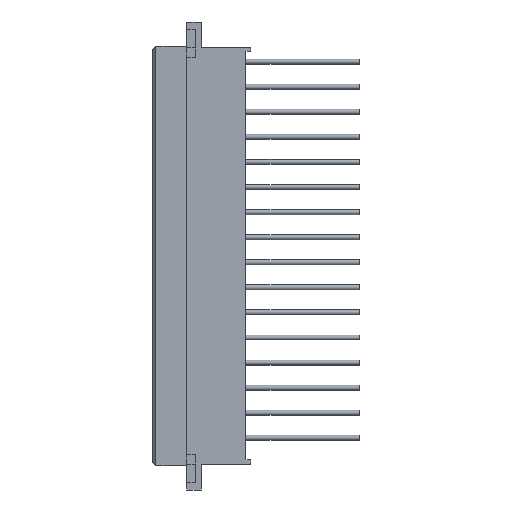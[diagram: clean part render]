
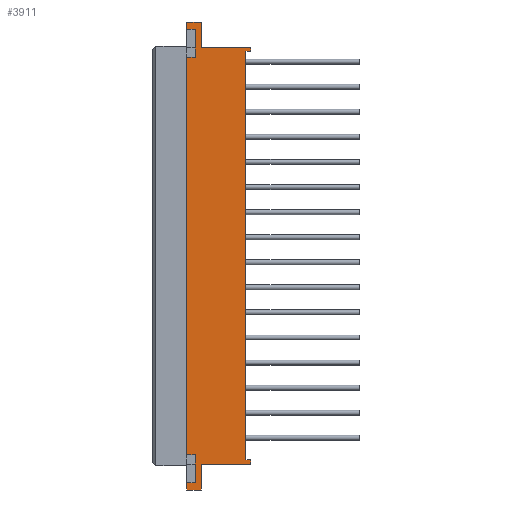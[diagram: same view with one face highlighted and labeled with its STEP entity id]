
A CAD part, left-side view. The second image highlights one B-rep face of the part: STEP entity #3911.
In plain terms, the highlighted planar face has unit normal (-1, 0, 0).
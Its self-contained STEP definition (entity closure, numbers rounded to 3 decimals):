
#1215=LINE('',#12108,#2129);
#1341=LINE('',#12353,#2255);
#1344=LINE('',#12359,#2258);
#1347=LINE('',#12365,#2261);
#1352=LINE('',#12373,#2266);
#1353=LINE('',#12375,#2267);
#1356=LINE('',#12381,#2270);
#1358=LINE('',#12385,#2272);
#1360=LINE('',#12390,#2274);
#1362=LINE('',#12393,#2276);
#1366=LINE('',#12399,#2280);
#1505=LINE('',#12595,#2419);
#1519=LINE('',#12623,#2433);
#1522=LINE('',#12629,#2436);
#1525=LINE('',#12635,#2439);
#1527=LINE('',#12640,#2441);
#1531=LINE('',#12647,#2445);
#1536=LINE('',#12657,#2450);
#1537=LINE('',#12659,#2451);
#1539=LINE('',#12663,#2453);
#2129=VECTOR('',#9986,1.);
#2255=VECTOR('',#10190,1.);
#2258=VECTOR('',#10195,1.);
#2261=VECTOR('',#10200,1.);
#2266=VECTOR('',#10209,1.);
#2267=VECTOR('',#10212,1.);
#2270=VECTOR('',#10217,1.);
#2272=VECTOR('',#10221,1.);
#2274=VECTOR('',#10225,1.);
#2276=VECTOR('',#10229,1.);
#2280=VECTOR('',#10235,1.);
#2419=VECTOR('',#10420,1.);
#2433=VECTOR('',#10446,1.);
#2436=VECTOR('',#10451,1.);
#2439=VECTOR('',#10456,1.);
#2441=VECTOR('',#10460,1.);
#2445=VECTOR('',#10466,1.);
#2450=VECTOR('',#10475,1.);
#2451=VECTOR('',#10478,1.);
#2453=VECTOR('',#10482,1.);
#3019=PLANE('',#9049);
#3439=FACE_OUTER_BOUND('',#4645,.T.);
#3911=ADVANCED_FACE('',(#3439),#3019,.T.);
#4645=EDGE_LOOP('',(#5931,#5932,#5933,#5934,#5935,#5936,#5937,#5938,#5939,
#5940,#5941,#5942,#5943,#5944,#5945,#5946,#5947,#5948,#5949,#5950));
#5931=ORIENTED_EDGE('',*,*,#8233,.T.);
#5932=ORIENTED_EDGE('',*,*,#8231,.T.);
#5933=ORIENTED_EDGE('',*,*,#8230,.T.);
#5934=ORIENTED_EDGE('',*,*,#8035,.T.);
#5935=ORIENTED_EDGE('',*,*,#8038,.T.);
#5936=ORIENTED_EDGE('',*,*,#8041,.T.);
#5937=ORIENTED_EDGE('',*,*,#8046,.F.);
#5938=ORIENTED_EDGE('',*,*,#8047,.T.);
#5939=ORIENTED_EDGE('',*,*,#8050,.T.);
#5940=ORIENTED_EDGE('',*,*,#8052,.T.);
#5941=ORIENTED_EDGE('',*,*,#8054,.F.);
#5942=ORIENTED_EDGE('',*,*,#8056,.T.);
#5943=ORIENTED_EDGE('',*,*,#8060,.T.);
#5944=ORIENTED_EDGE('',*,*,#7907,.T.);
#5945=ORIENTED_EDGE('',*,*,#8199,.F.);
#5946=ORIENTED_EDGE('',*,*,#8213,.T.);
#5947=ORIENTED_EDGE('',*,*,#8216,.T.);
#5948=ORIENTED_EDGE('',*,*,#8219,.T.);
#5949=ORIENTED_EDGE('',*,*,#8221,.T.);
#5950=ORIENTED_EDGE('',*,*,#8225,.T.);
#7266=VERTEX_POINT('',#12107);
#7267=VERTEX_POINT('',#12109);
#7344=VERTEX_POINT('',#12348);
#7346=VERTEX_POINT('',#12352);
#7348=VERTEX_POINT('',#12358);
#7350=VERTEX_POINT('',#12364);
#7351=VERTEX_POINT('',#12372);
#7352=VERTEX_POINT('',#12376);
#7353=VERTEX_POINT('',#12380);
#7354=VERTEX_POINT('',#12384);
#7356=VERTEX_POINT('',#12389);
#7357=VERTEX_POINT('',#12394);
#7391=VERTEX_POINT('',#12594);
#7399=VERTEX_POINT('',#12622);
#7401=VERTEX_POINT('',#12628);
#7403=VERTEX_POINT('',#12634);
#7405=VERTEX_POINT('',#12639);
#7407=VERTEX_POINT('',#12646);
#7410=VERTEX_POINT('',#12656);
#7411=VERTEX_POINT('',#12660);
#7907=EDGE_CURVE('',#7267,#7266,#1215,.T.);
#8035=EDGE_CURVE('',#7344,#7346,#1341,.T.);
#8038=EDGE_CURVE('',#7346,#7348,#1344,.T.);
#8041=EDGE_CURVE('',#7348,#7350,#1347,.T.);
#8046=EDGE_CURVE('',#7351,#7350,#1352,.T.);
#8047=EDGE_CURVE('',#7351,#7352,#1353,.T.);
#8050=EDGE_CURVE('',#7352,#7353,#1356,.T.);
#8052=EDGE_CURVE('',#7353,#7354,#1358,.T.);
#8054=EDGE_CURVE('',#7356,#7354,#1360,.T.);
#8056=EDGE_CURVE('',#7356,#7357,#1362,.T.);
#8060=EDGE_CURVE('',#7357,#7267,#1366,.T.);
#8199=EDGE_CURVE('',#7391,#7266,#1505,.T.);
#8213=EDGE_CURVE('',#7391,#7399,#1519,.T.);
#8216=EDGE_CURVE('',#7399,#7401,#1522,.T.);
#8219=EDGE_CURVE('',#7401,#7403,#1525,.T.);
#8221=EDGE_CURVE('',#7403,#7405,#1527,.T.);
#8225=EDGE_CURVE('',#7405,#7407,#1531,.T.);
#8230=EDGE_CURVE('',#7410,#7344,#1536,.T.);
#8231=EDGE_CURVE('',#7411,#7410,#1537,.T.);
#8233=EDGE_CURVE('',#7407,#7411,#1539,.T.);
#9049=AXIS2_PLACEMENT_3D('',#12664,#10483,#10484);
#9986=DIRECTION('',(0.,1.,0.));
#10190=DIRECTION('',(0.,1.,0.));
#10195=DIRECTION('',(0.,0.,1.));
#10200=DIRECTION('',(0.,1.,0.));
#10209=DIRECTION('',(0.,0.,1.));
#10212=DIRECTION('',(0.,-1.,0.));
#10217=DIRECTION('',(0.,0.,-1.));
#10221=DIRECTION('',(0.,1.,0.));
#10225=DIRECTION('',(0.,0.,1.));
#10229=DIRECTION('',(0.,-1.,0.));
#10235=DIRECTION('',(0.,0.,-1.));
#10420=DIRECTION('',(0.,0.,1.));
#10446=DIRECTION('',(0.,-1.,0.));
#10451=DIRECTION('',(0.,0.,1.));
#10456=DIRECTION('',(0.,-1.,0.));
#10460=DIRECTION('',(0.,0.,1.));
#10466=DIRECTION('',(0.,1.,0.));
#10475=DIRECTION('',(0.,0.,1.));
#10478=DIRECTION('',(0.,-1.,0.));
#10482=DIRECTION('',(0.,0.,1.));
#10483=DIRECTION('',(-1.,0.,0.));
#10484=DIRECTION('',(0.,-1.,0.));
#12107=CARTESIAN_POINT('',(0.,13.,1.5));
#12108=CARTESIAN_POINT('',(0.,11.25,1.5));
#12109=CARTESIAN_POINT('',(0.,11.25,1.5));
#12348=CARTESIAN_POINT('',(0.,0.,
89.65));
#12352=CARTESIAN_POINT('',(0.,10.,89.65));
#12353=CARTESIAN_POINT('',(0.,0.,89.65));
#12358=CARTESIAN_POINT('',(0.,10.,94.8));
#12359=CARTESIAN_POINT('',(0.,10.,89.65));
#12364=CARTESIAN_POINT('',(0.,13.,94.8));
#12365=CARTESIAN_POINT('',(0.,10.,94.8));
#12372=CARTESIAN_POINT('',(0.,13.,93.3));
#12373=CARTESIAN_POINT('',(0.,13.,93.3));
#12375=CARTESIAN_POINT('',(0.,13.,93.3));
#12376=CARTESIAN_POINT('',(0.,11.25,93.3));
#12380=CARTESIAN_POINT('',(0.,11.25,87.65));
#12381=CARTESIAN_POINT('',(0.,11.25,93.3));
#12384=CARTESIAN_POINT('',(0.,13.,87.65));
#12385=CARTESIAN_POINT('',(0.,11.25,87.65));
#12389=CARTESIAN_POINT('',(0.,13.,7.15));
#12390=CARTESIAN_POINT('',(0.,13.,7.15));
#12393=CARTESIAN_POINT('',(0.,13.,7.15));
#12394=CARTESIAN_POINT('',(0.,11.25,7.15));
#12399=CARTESIAN_POINT('',(0.,11.25,7.15));
#12594=CARTESIAN_POINT('',(0.,13.,0.));
#12595=CARTESIAN_POINT('',(0.,13.,0.));
#12622=CARTESIAN_POINT('',(0.,10.,0.));
#12623=CARTESIAN_POINT('',(0.,13.,0.));
#12628=CARTESIAN_POINT('',(0.,10.,5.15));
#12629=CARTESIAN_POINT('',(0.,10.,0.));
#12634=CARTESIAN_POINT('',(0.,0.,
5.15));
#12635=CARTESIAN_POINT('',(0.,10.,5.15));
#12639=CARTESIAN_POINT('',(0.,0.,6.15));
#12640=CARTESIAN_POINT('',(0.,0.,5.15));
#12646=CARTESIAN_POINT('',(0.,1.,6.15));
#12647=CARTESIAN_POINT('',(0.,0.,6.15));
#12656=CARTESIAN_POINT('',(0.,0.,
88.85));
#12657=CARTESIAN_POINT('',(0.,0.,88.85));
#12659=CARTESIAN_POINT('',(0.,1.,88.85));
#12660=CARTESIAN_POINT('',(0.,1.,88.85));
#12663=CARTESIAN_POINT('',(0.,1.,6.15));
#12664=CARTESIAN_POINT('',(0.,13.,0.));
